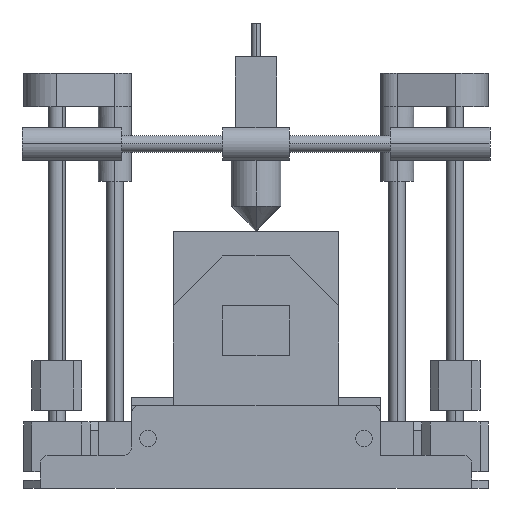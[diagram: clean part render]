
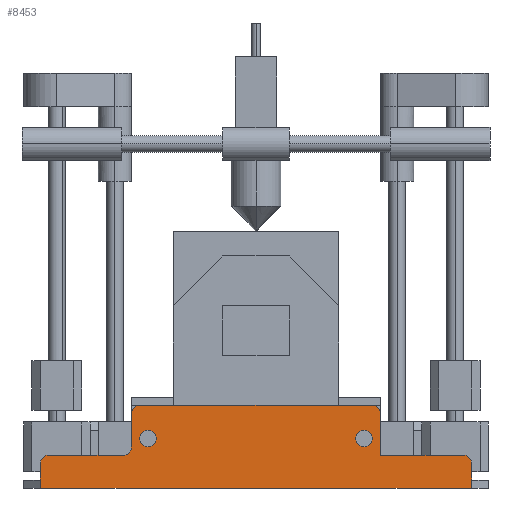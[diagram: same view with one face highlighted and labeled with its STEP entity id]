
A CAD part, left-side view. The second image highlights one B-rep face of the part: STEP entity #8453.
In plain terms, the highlighted planar face has unit normal (-1, 0, 0).
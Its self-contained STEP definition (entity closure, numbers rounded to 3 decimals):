
#7839=CARTESIAN_POINT('Vertex',(-295.,-130.,-40.)) ;
#7853=CARTESIAN_POINT('Vertex',(-295.,-125.,-35.)) ;
#7856=CARTESIAN_POINT('Axis2P3D Location',(-295.,-125.,-40.)) ;
#7884=CARTESIAN_POINT('Vertex',(-295.,-75.,-35.)) ;
#7887=CARTESIAN_POINT('Line Origine',(-295.,-100.,-35.)) ;
#7915=CARTESIAN_POINT('Vertex',(-295.,-75.,-10.)) ;
#7918=CARTESIAN_POINT('Line Origine',(-295.,-75.,-22.5)) ;
#7946=CARTESIAN_POINT('Vertex',(-295.,-70.,-5.)) ;
#7949=CARTESIAN_POINT('Axis2P3D Location',(-295.,-70.,-10.)) ;
#7977=CARTESIAN_POINT('Vertex',(-295.,70.,-5.)) ;
#7980=CARTESIAN_POINT('Line Origine',(-295.,0.,-5.)) ;
#8008=CARTESIAN_POINT('Vertex',(-295.,75.,-10.)) ;
#8011=CARTESIAN_POINT('Axis2P3D Location',(-295.,70.,-10.)) ;
#8039=CARTESIAN_POINT('Vertex',(-295.,75.,-30.)) ;
#8042=CARTESIAN_POINT('Line Origine',(-295.,75.,-20.)) ;
#8070=CARTESIAN_POINT('Vertex',(-295.,80.,-35.)) ;
#8073=CARTESIAN_POINT('Axis2P3D Location',(-295.,80.,-30.)) ;
#8096=CARTESIAN_POINT('Vertex',(-295.,125.,-35.)) ;
#8099=CARTESIAN_POINT('Line Origine',(-295.,102.5,-35.)) ;
#8127=CARTESIAN_POINT('Vertex',(-295.,130.,-40.)) ;
#8130=CARTESIAN_POINT('Axis2P3D Location',(-295.,125.,-40.)) ;
#8158=CARTESIAN_POINT('Vertex',(-295.,130.,-55.)) ;
#8161=CARTESIAN_POINT('Line Origine',(-295.,130.,-47.5)) ;
#8189=CARTESIAN_POINT('Vertex',(-295.,69.142,-55.)) ;
#8192=CARTESIAN_POINT('Line Origine',(-295.,99.571,-55.)) ;
#8215=CARTESIAN_POINT('Vertex',(-295.,-69.142,-55.)) ;
#8218=CARTESIAN_POINT('Line Origine',(-295.,0.,-55.)) ;
#8241=CARTESIAN_POINT('Vertex',(-295.,-130.,-55.)) ;
#8244=CARTESIAN_POINT('Line Origine',(-295.,-99.571,-55.)) ;
#8266=CARTESIAN_POINT('Line Origine',(-295.,-130.,-47.5)) ;
#8283=CARTESIAN_POINT('Axis2P3D Location',(-295.,-65.,-25.)) ;
#8287=CARTESIAN_POINT('Vertex',(-295.,-70.,-25.)) ;
#8289=CARTESIAN_POINT('Vertex',(-295.,-60.,-25.)) ;
#8318=CARTESIAN_POINT('Axis2P3D Location',(-295.,-65.,-25.)) ;
#8340=CARTESIAN_POINT('Axis2P3D Location',(-295.,65.,-25.)) ;
#8344=CARTESIAN_POINT('Vertex',(-295.,60.,-25.)) ;
#8346=CARTESIAN_POINT('Vertex',(-295.,70.,-25.)) ;
#8375=CARTESIAN_POINT('Axis2P3D Location',(-295.,65.,-25.)) ;
#8423=CARTESIAN_POINT('Axis2P3D Location',(-295.,0.,0.)) ;
#7857=DIRECTION('Axis2P3D Direction',(-1.,0.,0.)) ;
#7888=DIRECTION('Vector Direction',(0.,-1.,0.)) ;
#7919=DIRECTION('Vector Direction',(0.,0.,-1.)) ;
#7950=DIRECTION('Axis2P3D Direction',(-1.,0.,0.)) ;
#7981=DIRECTION('Vector Direction',(0.,-1.,0.)) ;
#8012=DIRECTION('Axis2P3D Direction',(-1.,0.,0.)) ;
#8043=DIRECTION('Vector Direction',(0.,0.,1.)) ;
#8074=DIRECTION('Axis2P3D Direction',(-1.,0.,0.)) ;
#8100=DIRECTION('Vector Direction',(0.,-1.,0.)) ;
#8131=DIRECTION('Axis2P3D Direction',(-1.,0.,0.)) ;
#8162=DIRECTION('Vector Direction',(0.,0.,1.)) ;
#8193=DIRECTION('Vector Direction',(0.,1.,0.)) ;
#8219=DIRECTION('Vector Direction',(0.,1.,0.)) ;
#8245=DIRECTION('Vector Direction',(0.,1.,0.)) ;
#8267=DIRECTION('Vector Direction',(0.,0.,-1.)) ;
#8284=DIRECTION('Axis2P3D Direction',(-1.,0.,0.)) ;
#8319=DIRECTION('Axis2P3D Direction',(-1.,0.,0.)) ;
#8341=DIRECTION('Axis2P3D Direction',(-1.,0.,0.)) ;
#8376=DIRECTION('Axis2P3D Direction',(-1.,0.,0.)) ;
#8424=DIRECTION('Axis2P3D Direction',(-1.,0.,0.)) ;
#8425=DIRECTION('Axis2P3D XDirection',(0.,-1.,0.)) ;
#7858=AXIS2_PLACEMENT_3D('Circle Axis2P3D',#7856,#7857,$) ;
#7951=AXIS2_PLACEMENT_3D('Circle Axis2P3D',#7949,#7950,$) ;
#8013=AXIS2_PLACEMENT_3D('Circle Axis2P3D',#8011,#8012,$) ;
#8075=AXIS2_PLACEMENT_3D('Circle Axis2P3D',#8073,#8074,$) ;
#8132=AXIS2_PLACEMENT_3D('Circle Axis2P3D',#8130,#8131,$) ;
#8285=AXIS2_PLACEMENT_3D('Circle Axis2P3D',#8283,#8284,$) ;
#8320=AXIS2_PLACEMENT_3D('Circle Axis2P3D',#8318,#8319,$) ;
#8342=AXIS2_PLACEMENT_3D('Circle Axis2P3D',#8340,#8341,$) ;
#8377=AXIS2_PLACEMENT_3D('Circle Axis2P3D',#8375,#8376,$) ;
#8426=AXIS2_PLACEMENT_3D('Plane Axis2P3D',#8423,#8424,#8425) ;
#8429=ORIENTED_EDGE('',*,*,#7860,.T.) ;
#8430=ORIENTED_EDGE('',*,*,#7891,.T.) ;
#8431=ORIENTED_EDGE('',*,*,#7922,.T.) ;
#8432=ORIENTED_EDGE('',*,*,#7953,.T.) ;
#8433=ORIENTED_EDGE('',*,*,#7984,.T.) ;
#8434=ORIENTED_EDGE('',*,*,#8015,.T.) ;
#8435=ORIENTED_EDGE('',*,*,#8046,.T.) ;
#8436=ORIENTED_EDGE('',*,*,#8077,.T.) ;
#8437=ORIENTED_EDGE('',*,*,#8103,.T.) ;
#8438=ORIENTED_EDGE('',*,*,#8134,.T.) ;
#8439=ORIENTED_EDGE('',*,*,#8165,.T.) ;
#8440=ORIENTED_EDGE('',*,*,#8196,.T.) ;
#8441=ORIENTED_EDGE('',*,*,#8222,.T.) ;
#8442=ORIENTED_EDGE('',*,*,#8248,.T.) ;
#8443=ORIENTED_EDGE('',*,*,#8270,.T.) ;
#8446=ORIENTED_EDGE('',*,*,#8291,.F.) ;
#8447=ORIENTED_EDGE('',*,*,#8322,.F.) ;
#8450=ORIENTED_EDGE('',*,*,#8348,.F.) ;
#8451=ORIENTED_EDGE('',*,*,#8379,.F.) ;
#8448=FACE_BOUND('',#8445,.T.) ;
#8452=FACE_BOUND('',#8449,.T.) ;
#7889=VECTOR('Line Direction',#7888,1.) ;
#7920=VECTOR('Line Direction',#7919,1.) ;
#7982=VECTOR('Line Direction',#7981,1.) ;
#8044=VECTOR('Line Direction',#8043,1.) ;
#8101=VECTOR('Line Direction',#8100,1.) ;
#8163=VECTOR('Line Direction',#8162,1.) ;
#8194=VECTOR('Line Direction',#8193,1.) ;
#8220=VECTOR('Line Direction',#8219,1.) ;
#8246=VECTOR('Line Direction',#8245,1.) ;
#8268=VECTOR('Line Direction',#8267,1.) ;
#8453=ADVANCED_FACE('PartBody',(#8444,#8448,#8452),#8427,.T.) ;
#7859=CIRCLE('generated circle',#7858,5.) ;
#7952=CIRCLE('generated circle',#7951,5.) ;
#8014=CIRCLE('generated circle',#8013,5.) ;
#8076=CIRCLE('generated circle',#8075,5.) ;
#8133=CIRCLE('generated circle',#8132,5.) ;
#8286=CIRCLE('generated circle',#8285,5.) ;
#8321=CIRCLE('generated circle',#8320,5.) ;
#8343=CIRCLE('generated circle',#8342,5.) ;
#8378=CIRCLE('generated circle',#8377,5.) ;
#7860=EDGE_CURVE('',#7840,#7854,#7859,.T.) ;
#7891=EDGE_CURVE('',#7854,#7885,#7890,.F.) ;
#7922=EDGE_CURVE('',#7885,#7916,#7921,.F.) ;
#7953=EDGE_CURVE('',#7916,#7947,#7952,.T.) ;
#7984=EDGE_CURVE('',#7947,#7978,#7983,.F.) ;
#8015=EDGE_CURVE('',#7978,#8009,#8014,.T.) ;
#8046=EDGE_CURVE('',#8009,#8040,#8045,.F.) ;
#8077=EDGE_CURVE('',#8040,#8071,#8076,.F.) ;
#8103=EDGE_CURVE('',#8071,#8097,#8102,.F.) ;
#8134=EDGE_CURVE('',#8097,#8128,#8133,.T.) ;
#8165=EDGE_CURVE('',#8128,#8159,#8164,.F.) ;
#8196=EDGE_CURVE('',#8159,#8190,#8195,.F.) ;
#8222=EDGE_CURVE('',#8190,#8216,#8221,.F.) ;
#8248=EDGE_CURVE('',#8216,#8242,#8247,.F.) ;
#8270=EDGE_CURVE('',#8242,#7840,#8269,.F.) ;
#8291=EDGE_CURVE('',#8288,#8290,#8286,.T.) ;
#8322=EDGE_CURVE('',#8290,#8288,#8321,.T.) ;
#8348=EDGE_CURVE('',#8345,#8347,#8343,.T.) ;
#8379=EDGE_CURVE('',#8347,#8345,#8378,.T.) ;
#8428=EDGE_LOOP('',(#8429,#8430,#8431,#8432,#8433,#8434,#8435,#8436,#8437,#8438,#8439,#8440,#8441,#8442,#8443)) ;
#8445=EDGE_LOOP('',(#8446,#8447)) ;
#8449=EDGE_LOOP('',(#8450,#8451)) ;
#8444=FACE_OUTER_BOUND('',#8428,.T.) ;
#7890=LINE('Line',#7887,#7889) ;
#7921=LINE('Line',#7918,#7920) ;
#7983=LINE('Line',#7980,#7982) ;
#8045=LINE('Line',#8042,#8044) ;
#8102=LINE('Line',#8099,#8101) ;
#8164=LINE('Line',#8161,#8163) ;
#8195=LINE('Line',#8192,#8194) ;
#8221=LINE('Line',#8218,#8220) ;
#8247=LINE('Line',#8244,#8246) ;
#8269=LINE('Line',#8266,#8268) ;
#8427=PLANE('Plane',#8426) ;
#7840=VERTEX_POINT('',#7839) ;
#7854=VERTEX_POINT('',#7853) ;
#7885=VERTEX_POINT('',#7884) ;
#7916=VERTEX_POINT('',#7915) ;
#7947=VERTEX_POINT('',#7946) ;
#7978=VERTEX_POINT('',#7977) ;
#8009=VERTEX_POINT('',#8008) ;
#8040=VERTEX_POINT('',#8039) ;
#8071=VERTEX_POINT('',#8070) ;
#8097=VERTEX_POINT('',#8096) ;
#8128=VERTEX_POINT('',#8127) ;
#8159=VERTEX_POINT('',#8158) ;
#8190=VERTEX_POINT('',#8189) ;
#8216=VERTEX_POINT('',#8215) ;
#8242=VERTEX_POINT('',#8241) ;
#8288=VERTEX_POINT('',#8287) ;
#8290=VERTEX_POINT('',#8289) ;
#8345=VERTEX_POINT('',#8344) ;
#8347=VERTEX_POINT('',#8346) ;
